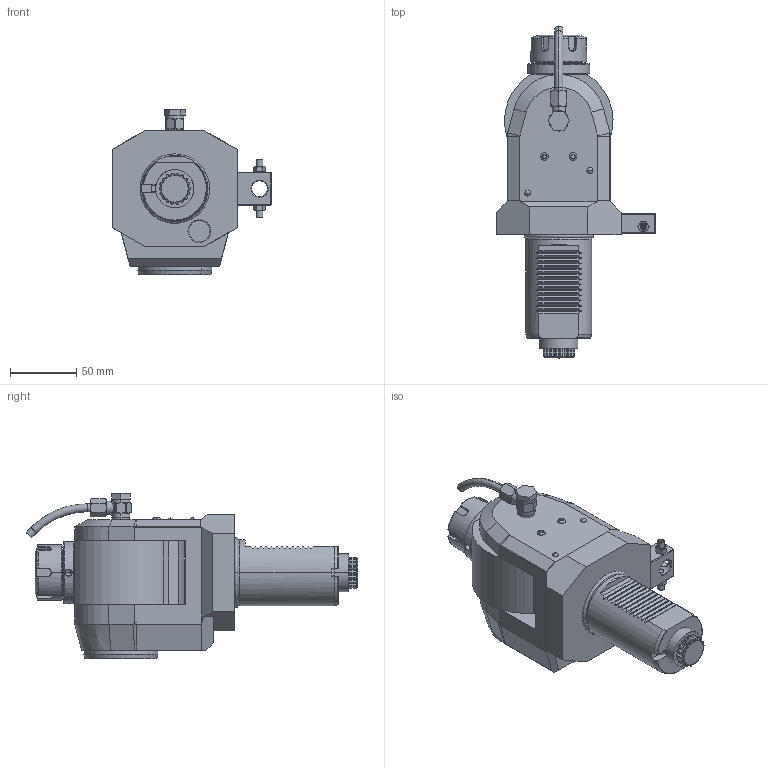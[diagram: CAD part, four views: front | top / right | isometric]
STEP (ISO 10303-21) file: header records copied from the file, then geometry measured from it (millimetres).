
FILE_DESCRIPTION((''),'2;1');
FILE_NAME('NGT1_50_531_25_2','2020-09-04T',('vali'),('NOVA GRUP'),'PRO/ENGINEER BY PARAMETRIC TECHNOLOGY CORPORATION, 2010280','PRO/ENGINEER BY PARAMETRIC TECHNOLOGY CORPORATION, 2010280','');
FILE_SCHEMA(('CONFIG_CONTROL_DESIGN'));
Length unit declared in the file: millimetre
Products named in the file (1): NGT1_50_531_25_2
Bounding box: 120 x 250.67 x 124.9 mm (x, y, z)
Volume: 1041853.5 mm3; surface area: 91268.5 mm2
Topology: 1 solids, 2 shells, 712 faces, 1846 edges, 1147 vertices
Faces by surface type: plane 271, cylinder 211, cone 108, bspline 80, torus 38, sphere 4
Entity records: 31526 total; most frequent: CARTESIAN_POINT 15216, ORIENTED_EDGE 3644, DIRECTION 2997, EDGE_CURVE 1822, VERTEX_POINT 1147, AXIS2_PLACEMENT_3D 1079, VECTOR 839, LINE 839
